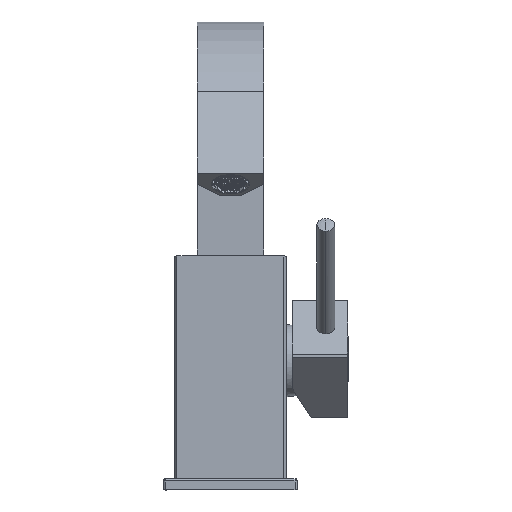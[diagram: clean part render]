
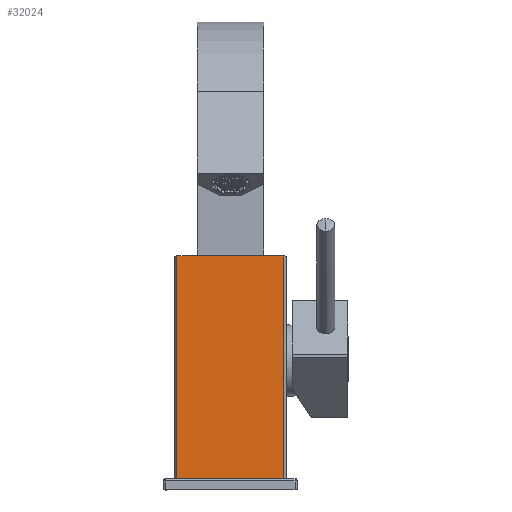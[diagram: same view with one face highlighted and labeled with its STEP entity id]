
A CAD part, top view. The second image highlights one B-rep face of the part: STEP entity #32024.
In plain terms, the highlighted planar face has unit normal (0, 0, 1).
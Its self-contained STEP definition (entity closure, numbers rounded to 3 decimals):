
#2464=DIRECTION('',(1.,0.,0.));
#2465=VECTOR('',#2464,48.);
#2466=CARTESIAN_POINT('',(-24.,100.,18.));
#2467=LINE('',#2466,#2465);
#9351=DIRECTION('',(1.,0.,0.));
#9352=VECTOR('',#9351,48.);
#9353=CARTESIAN_POINT('',(-24.,0.,18.));
#9354=LINE('',#9353,#9352);
#9355=DIRECTION('',(0.,1.,0.));
#9356=VECTOR('',#9355,100.);
#9357=CARTESIAN_POINT('',(-24.,0.,18.));
#9358=LINE('',#9357,#9356);
#9359=DIRECTION('',(0.,1.,0.));
#9360=VECTOR('',#9359,100.);
#9361=CARTESIAN_POINT('',(24.,0.,18.));
#9362=LINE('',#9361,#9360);
#16749=CARTESIAN_POINT('',(-24.,100.,18.));
#16751=VERTEX_POINT('',#16749);
#16752=CARTESIAN_POINT('',(24.,100.,18.));
#16754=VERTEX_POINT('',#16752);
#18865=CARTESIAN_POINT('',(-24.,0.,18.));
#18866=CARTESIAN_POINT('',(24.,0.,18.));
#18867=VERTEX_POINT('',#18865);
#18868=VERTEX_POINT('',#18866);
#32013=CARTESIAN_POINT('',(-25.,0.,18.));
#32014=DIRECTION('',(0.,0.,1.));
#32015=DIRECTION('',(1.,0.,0.));
#32016=AXIS2_PLACEMENT_3D('',#32013,#32014,#32015);
#32017=PLANE('',#32016);
#32018=ORIENTED_EDGE('',*,*,#22910,.F.);
#32019=ORIENTED_EDGE('',*,*,#22880,.T.);
#32020=ORIENTED_EDGE('',*,*,#22853,.T.);
#32021=ORIENTED_EDGE('',*,*,#31999,.F.);
#32022=EDGE_LOOP('',(#32018,#32019,#32020,#32021));
#32023=FACE_OUTER_BOUND('',#32022,.F.);
#32024=ADVANCED_FACE('',(#32023),#32017,.T.);
#22853=EDGE_CURVE('',#16751,#16754,#2467,.T.);
#22880=EDGE_CURVE('',#18867,#16751,#9358,.T.);
#22910=EDGE_CURVE('',#18867,#18868,#9354,.T.);
#31999=EDGE_CURVE('',#18868,#16754,#9362,.T.);
